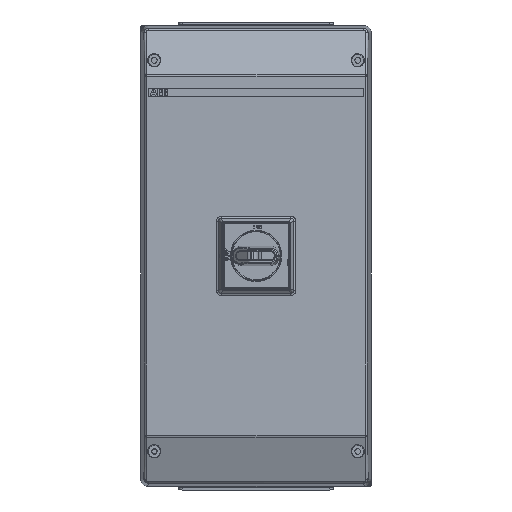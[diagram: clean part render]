
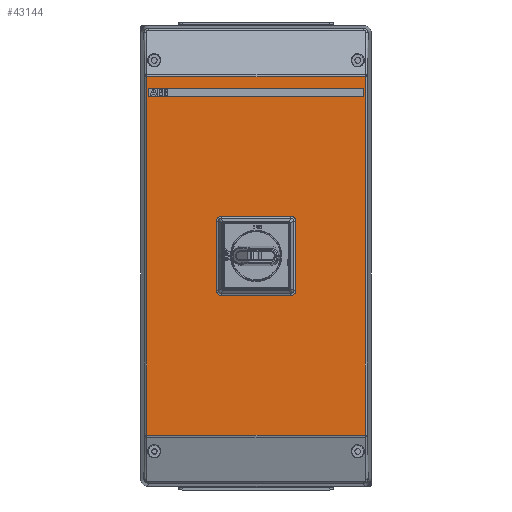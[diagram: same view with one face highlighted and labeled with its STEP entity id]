
A CAD part, top view. The second image highlights one B-rep face of the part: STEP entity #43144.
In plain terms, the highlighted planar face has unit normal (0, 0, 1).
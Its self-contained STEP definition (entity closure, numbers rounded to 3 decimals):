
#2880=DIRECTION('',(1.,0.,0.));
#2881=VECTOR('',#2880,189.391);
#2882=CARTESIAN_POINT('',(-41.107,-227.718,
65.));
#2883=LINE('',#2882,#2881);
#2894=DIRECTION('',(0.,-1.,0.));
#2895=VECTOR('',#2894,311.424);
#2896=CARTESIAN_POINT('',(-41.107,83.706,65.));
#2897=LINE('',#2896,#2895);
#2902=CARTESIAN_POINT('',(88.1,-41.915,65.));
#2903=CARTESIAN_POINT('',(88.099,-41.64,65.));
#2904=CARTESIAN_POINT('',(88.048,-41.1,65.));
#2905=CARTESIAN_POINT('',(87.74,-40.032,65.));
#2906=CARTESIAN_POINT('',(87.11,-39.061,65.));
#2907=CARTESIAN_POINT('',(86.229,-38.327,65.));
#2908=CARTESIAN_POINT('',(85.466,-37.917,65.));
#2909=CARTESIAN_POINT('',(84.643,-37.669,65.));
#2910=CARTESIAN_POINT('',(84.085,-37.615,65.));
#2911=CARTESIAN_POINT('',(83.799,-37.615,65.));
#2913=CARTESIAN_POINT('',(23.608,-37.615,65.));
#2914=CARTESIAN_POINT('',(23.322,-37.615,65.));
#2915=CARTESIAN_POINT('',(22.764,-37.669,65.));
#2916=CARTESIAN_POINT('',(21.941,-37.917,65.));
#2917=CARTESIAN_POINT('',(21.178,-38.327,65.));
#2918=CARTESIAN_POINT('',(20.297,-39.061,65.));
#2919=CARTESIAN_POINT('',(19.667,-40.032,65.));
#2920=CARTESIAN_POINT('',(19.359,-41.1,65.));
#2921=CARTESIAN_POINT('',(19.308,-41.64,65.));
#2922=CARTESIAN_POINT('',(19.308,-41.915,65.));
#2924=CARTESIAN_POINT('',(19.308,-102.106,65.));
#2925=CARTESIAN_POINT('',(19.308,-102.392,65.));
#2926=CARTESIAN_POINT('',(19.362,-102.95,65.));
#2927=CARTESIAN_POINT('',(19.61,-103.773,65.));
#2928=CARTESIAN_POINT('',(20.02,-104.536,65.));
#2929=CARTESIAN_POINT('',(20.754,-105.417,65.));
#2930=CARTESIAN_POINT('',(21.725,-106.047,65.));
#2931=CARTESIAN_POINT('',(22.793,-106.356,65.));
#2932=CARTESIAN_POINT('',(23.333,-106.406,65.));
#2933=CARTESIAN_POINT('',(23.608,-106.407,65.));
#2935=CARTESIAN_POINT('',(83.799,-106.407,65.));
#2936=CARTESIAN_POINT('',(84.085,-106.406,65.));
#2937=CARTESIAN_POINT('',(84.643,-106.352,65.));
#2938=CARTESIAN_POINT('',(85.466,-106.104,65.));
#2939=CARTESIAN_POINT('',(86.229,-105.695,65.));
#2940=CARTESIAN_POINT('',(87.11,-104.96,65.));
#2941=CARTESIAN_POINT('',(87.74,-103.989,65.));
#2942=CARTESIAN_POINT('',(88.049,-102.921,65.));
#2943=CARTESIAN_POINT('',(88.099,-102.381,65.));
#2944=CARTESIAN_POINT('',(88.1,-102.106,65.));
#2946=DIRECTION('',(0.,1.,0.));
#2947=VECTOR('',#2946,311.424);
#2948=CARTESIAN_POINT('',(148.284,-227.718,65.));
#2949=LINE('',#2948,#2947);
#2984=DIRECTION('',(-1.,0.,0.));
#2985=VECTOR('',#2984,189.391);
#2986=CARTESIAN_POINT('',(148.284,83.706,65.));
#2987=LINE('',#2986,#2985);
#3282=DIRECTION('',(0.,-1.,0.));
#3283=VECTOR('',#3282,60.191);
#3284=CARTESIAN_POINT('',(88.1,-41.915,65.));
#3285=LINE('',#3284,#3283);
#3305=DIRECTION('',(-1.,0.,0.));
#3306=VECTOR('',#3305,60.191);
#3307=CARTESIAN_POINT('',(83.799,-106.407,65.));
#3308=LINE('',#3307,#3306);
#3323=DIRECTION('',(0.,1.,0.));
#3324=VECTOR('',#3323,60.192);
#3325=CARTESIAN_POINT('',(19.308,-102.106,65.));
#3326=LINE('',#3325,#3324);
#3341=DIRECTION('',(1.,0.,0.));
#3342=VECTOR('',#3341,60.192);
#3343=CARTESIAN_POINT('',(23.608,-37.615,65.));
#3344=LINE('',#3343,#3342);
#10627=DIRECTION('',(-1.,0.,0.));
#10628=VECTOR('',#10627,187.);
#10629=CARTESIAN_POINT('',(147.013,66.36,65.));
#10630=LINE('',#10629,#10628);
#10635=DIRECTION('',(0.,1.,0.));
#10636=VECTOR('',#10635,7.);
#10637=CARTESIAN_POINT('',(-39.987,66.36,65.));
#10638=LINE('',#10637,#10636);
#10643=DIRECTION('',(1.,0.,0.));
#10644=VECTOR('',#10643,187.);
#10645=CARTESIAN_POINT('',(-39.987,73.36,65.));
#10646=LINE('',#10645,#10644);
#10651=DIRECTION('',(0.,-1.,0.));
#10652=VECTOR('',#10651,7.);
#10653=CARTESIAN_POINT('',(147.013,73.36,65.));
#10654=LINE('',#10653,#10652);
#33462=CARTESIAN_POINT('',(148.284,83.706,65.));
#33463=VERTEX_POINT('',#33462);
#33464=CARTESIAN_POINT('',(148.284,-227.718,
65.));
#33465=VERTEX_POINT('',#33464);
#33466=CARTESIAN_POINT('',(-41.107,-227.718,
65.));
#33467=VERTEX_POINT('',#33466);
#33468=CARTESIAN_POINT('',(-41.107,83.706,
65.));
#33469=VERTEX_POINT('',#33468);
#33470=VERTEX_POINT('',#2902);
#33471=VERTEX_POINT('',#2911);
#33472=CARTESIAN_POINT('',(23.608,-37.615,65.));
#33473=VERTEX_POINT('',#33472);
#33474=VERTEX_POINT('',#2922);
#33475=CARTESIAN_POINT('',(19.308,-102.106,65.));
#33476=VERTEX_POINT('',#33475);
#33477=VERTEX_POINT('',#2933);
#33478=CARTESIAN_POINT('',(83.799,-106.407,65.));
#33479=VERTEX_POINT('',#33478);
#33480=VERTEX_POINT('',#2944);
#33481=CARTESIAN_POINT('',(147.013,66.36,65.));
#33482=CARTESIAN_POINT('',(-39.987,66.36,65.));
#33483=VERTEX_POINT('',#33481);
#33484=VERTEX_POINT('',#33482);
#33485=CARTESIAN_POINT('',(147.013,73.36,65.));
#33486=VERTEX_POINT('',#33485);
#33487=CARTESIAN_POINT('',(-39.987,73.36,65.));
#33488=VERTEX_POINT('',#33487);
#43103=CARTESIAN_POINT('',(169.351,85.587,65.));
#43104=DIRECTION('',(0.,0.,1.));
#43105=DIRECTION('',(-1.,0.,0.));
#43106=AXIS2_PLACEMENT_3D('',#43103,#43104,#43105);
#43107=PLANE('',#43106);
#43109=ORIENTED_EDGE('',*,*,#43108,.F.);
#43110=ORIENTED_EDGE('',*,*,#42976,.F.);
#43111=ORIENTED_EDGE('',*,*,#43087,.F.);
#43113=ORIENTED_EDGE('',*,*,#43112,.F.);
#43114=EDGE_LOOP('',(#43109,#43110,#43111,#43113));
#43115=FACE_OUTER_BOUND('',#43114,.F.);
#43117=ORIENTED_EDGE('',*,*,#43116,.T.);
#43119=ORIENTED_EDGE('',*,*,#43118,.F.);
#43121=ORIENTED_EDGE('',*,*,#43120,.T.);
#43123=ORIENTED_EDGE('',*,*,#43122,.F.);
#43125=ORIENTED_EDGE('',*,*,#43124,.T.);
#43127=ORIENTED_EDGE('',*,*,#43126,.F.);
#43129=ORIENTED_EDGE('',*,*,#43128,.T.);
#43131=ORIENTED_EDGE('',*,*,#43130,.F.);
#43132=EDGE_LOOP('',(#43117,#43119,#43121,#43123,#43125,#43127,#43129,#43131));
#43133=FACE_BOUND('',#43132,.F.);
#43135=ORIENTED_EDGE('',*,*,#43134,.F.);
#43137=ORIENTED_EDGE('',*,*,#43136,.F.);
#43139=ORIENTED_EDGE('',*,*,#43138,.F.);
#43141=ORIENTED_EDGE('',*,*,#43140,.F.);
#43142=EDGE_LOOP('',(#43135,#43137,#43139,#43141));
#43143=FACE_BOUND('',#43142,.F.);
#2912=B_SPLINE_CURVE_WITH_KNOTS('',3,(#2902,#2903,#2904,#2905,#2906,#2907,#2908,
#2909,#2910,#2911),.UNSPECIFIED.,.F.,.F.,(4,1,1,1,1,1,1,4),(0.,
0.121,0.242,0.492,0.621,
0.749,0.875,1.),.UNSPECIFIED.);
#2923=B_SPLINE_CURVE_WITH_KNOTS('',3,(#2913,#2914,#2915,#2916,#2917,#2918,#2919,
#2920,#2921,#2922),.UNSPECIFIED.,.F.,.F.,(4,1,1,1,1,1,1,4),(0.,
0.125,0.251,0.379,0.508,
0.758,0.879,1.),.UNSPECIFIED.);
#2934=B_SPLINE_CURVE_WITH_KNOTS('',3,(#2924,#2925,#2926,#2927,#2928,#2929,#2930,
#2931,#2932,#2933),.UNSPECIFIED.,.F.,.F.,(4,1,1,1,1,1,1,4),(0.,
0.125,0.251,0.379,0.508,
0.758,0.879,1.),.UNSPECIFIED.);
#2945=B_SPLINE_CURVE_WITH_KNOTS('',3,(#2935,#2936,#2937,#2938,#2939,#2940,#2941,
#2942,#2943,#2944),.UNSPECIFIED.,.F.,.F.,(4,1,1,1,1,1,1,4),(0.,
0.125,0.251,0.379,0.508,
0.758,0.879,1.),.UNSPECIFIED.);
#42976=EDGE_CURVE('',#33467,#33465,#2883,.T.);
#43087=EDGE_CURVE('',#33469,#33467,#2897,.T.);
#43108=EDGE_CURVE('',#33465,#33463,#2949,.T.);
#43112=EDGE_CURVE('',#33463,#33469,#2987,.T.);
#43116=EDGE_CURVE('',#33470,#33471,#2912,.T.);
#43118=EDGE_CURVE('',#33473,#33471,#3344,.T.);
#43120=EDGE_CURVE('',#33473,#33474,#2923,.T.);
#43122=EDGE_CURVE('',#33476,#33474,#3326,.T.);
#43124=EDGE_CURVE('',#33476,#33477,#2934,.T.);
#43126=EDGE_CURVE('',#33479,#33477,#3308,.T.);
#43128=EDGE_CURVE('',#33479,#33480,#2945,.T.);
#43130=EDGE_CURVE('',#33470,#33480,#3285,.T.);
#43134=EDGE_CURVE('',#33483,#33484,#10630,.T.);
#43136=EDGE_CURVE('',#33486,#33483,#10654,.T.);
#43138=EDGE_CURVE('',#33488,#33486,#10646,.T.);
#43140=EDGE_CURVE('',#33484,#33488,#10638,.T.);
#43144=ADVANCED_FACE('',(#43115,#43133,#43143),#43107,.T.);
